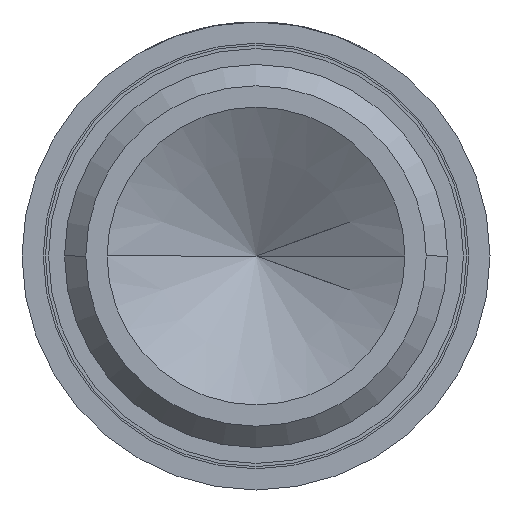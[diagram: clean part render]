
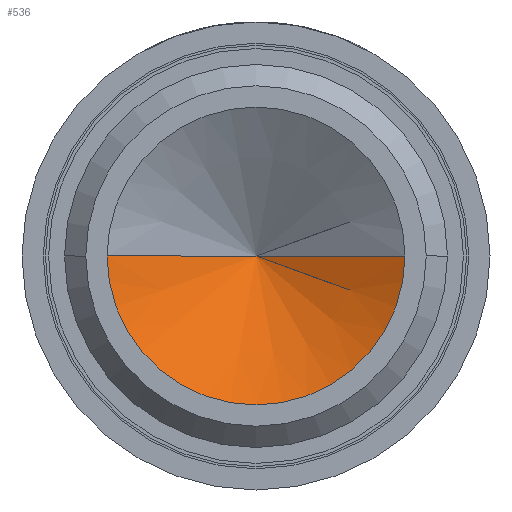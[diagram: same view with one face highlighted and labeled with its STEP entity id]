
A CAD part, front view. The second image highlights one B-rep face of the part: STEP entity #536.
In plain terms, the highlighted conical face has half-angle 59 degrees and reference radius 0.7 mm.
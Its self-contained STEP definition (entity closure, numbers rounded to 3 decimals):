
#203 = ORIENTED_EDGE ( 'NONE', *, *, #2607, .T. ) ;
#222 = VERTEX_POINT ( 'NONE', #476 ) ;
#320 = ORIENTED_EDGE ( 'NONE', *, *, #1436, .F. ) ;
#476 = CARTESIAN_POINT ( 'NONE',  ( 0.7, -41.35, 0. ) ) ;
#478 = CARTESIAN_POINT ( 'NONE',  ( -0.7, -41.35, 0. ) ) ;
#536 = ADVANCED_FACE ( 'Defeature ausgef�hrt1_14', ( #3136 ), #3464, .F. ) ;
#647 = DIRECTION ( 'NONE',  ( 0.857, -0.515, 0. ) ) ;
#666 = DIRECTION ( 'NONE',  ( 1., 0., 0. ) ) ;
#686 = CARTESIAN_POINT ( 'NONE',  ( -0.7, -41.35, 0. ) ) ;
#771 = DIRECTION ( 'NONE',  ( -0.857, -0.515, 0. ) ) ;
#902 = DIRECTION ( 'NONE',  ( 0., -1., 0. ) ) ;
#1047 = VERTEX_POINT ( 'NONE', #2178 ) ;
#1436 = EDGE_CURVE ( 'NONE', #1047, #222, #3180, .T. ) ;
#1439 = LINE ( 'NONE', #478, #3501 ) ;
#1529 = VECTOR ( 'NONE', #647, 1000. ) ;
#1550 = ORIENTED_EDGE ( 'NONE', *, *, #2782, .T. ) ;
#2057 = EDGE_LOOP ( 'NONE', ( #320, #203, #1550 ) ) ;
#2141 = CARTESIAN_POINT ( 'NONE',  ( 0.7, -41.35, 0. ) ) ;
#2178 = CARTESIAN_POINT ( 'NONE',  ( 0., -40.929, 0. ) ) ;
#2448 = AXIS2_PLACEMENT_3D ( 'NONE', #2664, #2954, #666 ) ;
#2607 = EDGE_CURVE ( 'NONE', #1047, #3030, #1439, .T. ) ;
#2664 = CARTESIAN_POINT ( 'NONE',  ( 0., -41.35, 0. ) ) ;
#2718 = CIRCLE ( 'NONE', #2448, 0.7 ) ;
#2782 = EDGE_CURVE ( 'Defeature ausgef�hrt1_14+Defeature ausgef�hrt1_15+Defeature ausgef�hrt1_15+Defeature ausgef�hrt1_15', #3030, #222, #2718, .T. ) ;
#2816 = AXIS2_PLACEMENT_3D ( 'NONE', #3227, #902, #3252 ) ;
#2954 = DIRECTION ( 'NONE',  ( 0., -1., 0. ) ) ;
#3030 = VERTEX_POINT ( 'NONE', #686 ) ;
#3136 = FACE_OUTER_BOUND ( 'NONE', #2057, .T. ) ;
#3180 = LINE ( 'NONE', #2141, #1529 ) ;
#3227 = CARTESIAN_POINT ( 'NONE',  ( 0., -41.35, 0. ) ) ;
#3252 = DIRECTION ( 'NONE',  ( 1., 0., 0. ) ) ;
#3464 = CONICAL_SURFACE ( 'NONE', #2816, 0.7, 1.03 ) ;
#3501 = VECTOR ( 'NONE', #771, 1000. ) ;
